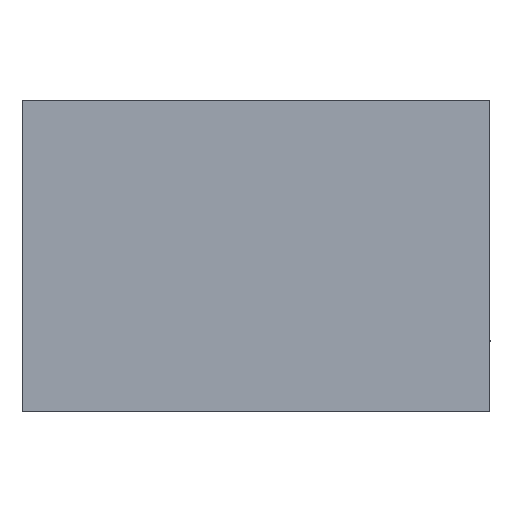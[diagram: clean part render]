
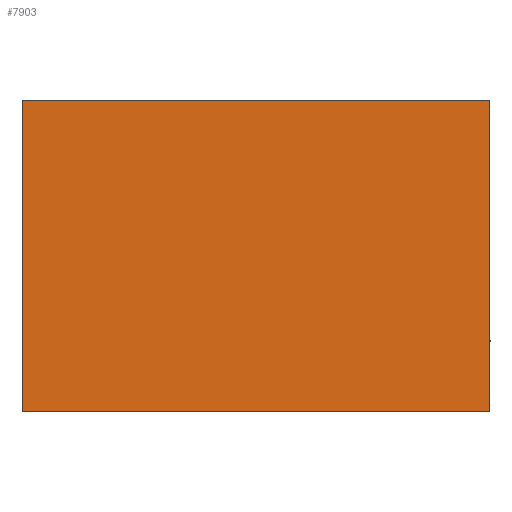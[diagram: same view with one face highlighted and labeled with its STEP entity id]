
A CAD part, left-side view. The second image highlights one B-rep face of the part: STEP entity #7903.
In plain terms, the highlighted planar face has unit normal (-1, 0, 0).
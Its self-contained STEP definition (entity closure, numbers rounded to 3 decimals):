
#1460=ORIENTED_EDGE('',*,*,#3199,.T.);
#1461=ORIENTED_EDGE('',*,*,#3182,.T.);
#1462=ORIENTED_EDGE('',*,*,#3202,.T.);
#1463=ORIENTED_EDGE('',*,*,#3203,.T.);
#3182=EDGE_CURVE('',#4167,#4166,#5036,.T.);
#3199=EDGE_CURVE('',#4170,#4167,#5053,.T.);
#3202=EDGE_CURVE('',#4166,#4171,#5056,.T.);
#3203=EDGE_CURVE('',#4171,#4170,#5057,.T.);
#4166=VERTEX_POINT('',#13585);
#4167=VERTEX_POINT('',#13587);
#4170=VERTEX_POINT('',#13609);
#4171=VERTEX_POINT('',#13613);
#5036=LINE('',#13586,#6028);
#5053=LINE('',#13608,#6045);
#5056=LINE('',#13614,#6048);
#5057=LINE('',#13616,#6049);
#6028=VECTOR('',#11309,1000.);
#6045=VECTOR('',#11330,1000.);
#6048=VECTOR('',#11335,1000.);
#6049=VECTOR('',#11338,1000.);
#6741=EDGE_LOOP('',(#1460,#1461,#1462,#1463));
#7163=FACE_BOUND('',#6741,.T.);
#7534=PLANE('',#9970);
#7903=ADVANCED_FACE('',(#7163),#7534,.T.);
#9970=AXIS2_PLACEMENT_3D('',#13617,#11339,#11340);
#11309=DIRECTION('',(0.,0.,1.));
#11330=DIRECTION('',(0.,-1.,0.));
#11335=DIRECTION('',(0.,1.,0.));
#11338=DIRECTION('',(0.,0.,-1.));
#11339=DIRECTION('',(-1.,0.,0.));
#11340=DIRECTION('',(0.,-1.,0.));
#13585=CARTESIAN_POINT('',(-0.6,-3.,2.));
#13586=CARTESIAN_POINT('',(-0.6,-3.,-2.));
#13587=CARTESIAN_POINT('',(-0.6,-3.,-2.));
#13608=CARTESIAN_POINT('',(-0.6,3.,-2.));
#13609=CARTESIAN_POINT('',(-0.6,3.,-2.));
#13613=CARTESIAN_POINT('',(-0.6,3.,2.));
#13614=CARTESIAN_POINT('',(-0.6,-3.,2.));
#13616=CARTESIAN_POINT('',(-0.6,3.,2.));
#13617=CARTESIAN_POINT('',(-0.6,0.,0.));
